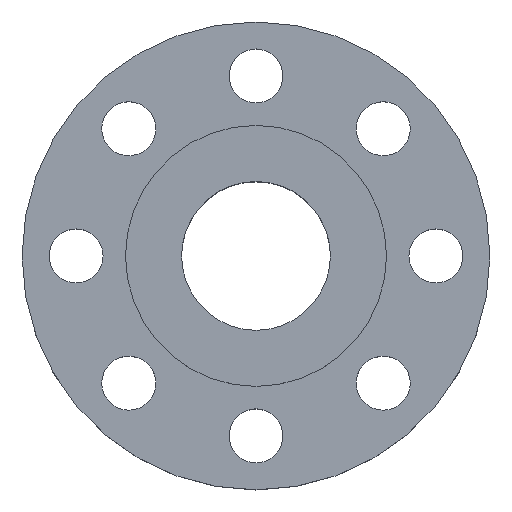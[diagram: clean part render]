
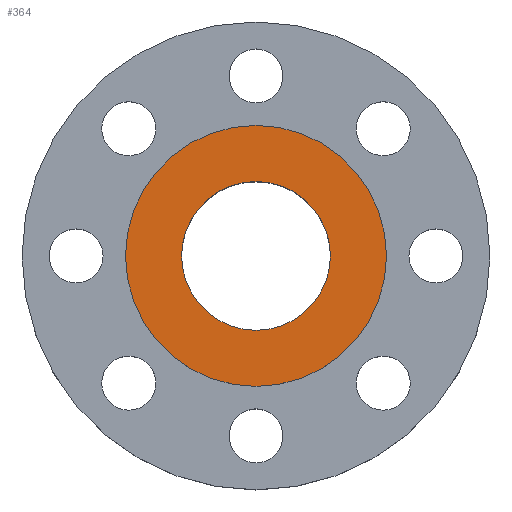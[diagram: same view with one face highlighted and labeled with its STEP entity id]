
A CAD part, top view. The second image highlights one B-rep face of the part: STEP entity #364.
In plain terms, the highlighted planar face has unit normal (0, 0, 1).
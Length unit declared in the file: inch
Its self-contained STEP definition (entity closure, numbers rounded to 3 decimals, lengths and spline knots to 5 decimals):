
#7 = CARTESIAN_POINT ( 'NONE',  ( 0., 0., 0. ) ) ;
#44 = EDGE_CURVE ( 'NONE', #283, #734, #557, .T. ) ;
#57 = DIRECTION ( 'NONE',  ( -1., 0., 0. ) ) ;
#68 = CIRCLE ( 'NONE', #612, 1.8125 ) ;
#74 = ORIENTED_EDGE ( 'NONE', *, *, #213, .F. ) ;
#125 = CIRCLE ( 'NONE', #965, 1.0335 ) ;
#139 = PLANE ( 'NONE',  #879 ) ;
#160 = VERTEX_POINT ( 'NONE', #778 ) ;
#212 = DIRECTION ( 'NONE',  ( 1., 0., 0. ) ) ;
#213 = EDGE_CURVE ( 'NONE', #160, #1022, #1093, .T. ) ;
#224 = FACE_OUTER_BOUND ( 'NONE', #654, .T. ) ;
#247 = ORIENTED_EDGE ( 'NONE', *, *, #44, .T. ) ;
#274 = DIRECTION ( 'NONE',  ( 0., 0., 1. ) ) ;
#278 = EDGE_CURVE ( 'NONE', #734, #283, #68, .T. ) ;
#283 = VERTEX_POINT ( 'NONE', #679 ) ;
#290 = EDGE_CURVE ( 'NONE', #1022, #160, #125, .T. ) ;
#292 = CARTESIAN_POINT ( 'NONE',  ( 0., 0., 0. ) ) ;
#364 = ADVANCED_FACE ( 'NONE', ( #500, #224 ), #139, .F. ) ;
#390 = AXIS2_PLACEMENT_3D ( 'NONE', #556, #915, #212 ) ;
#391 = DIRECTION ( 'NONE',  ( 1., 0., 0. ) ) ;
#398 = DIRECTION ( 'NONE',  ( 0., 0., 1. ) ) ;
#423 = CARTESIAN_POINT ( 'NONE',  ( 1.0335, 0., 0. ) ) ;
#429 = ORIENTED_EDGE ( 'NONE', *, *, #290, .F. ) ;
#492 = DIRECTION ( 'NONE',  ( 0., 0., 1. ) ) ;
#500 = FACE_BOUND ( 'NONE', #845, .T. ) ;
#556 = CARTESIAN_POINT ( 'NONE',  ( 0., 0., 0. ) ) ;
#557 = CIRCLE ( 'NONE', #390, 1.8125 ) ;
#581 = DIRECTION ( 'NONE',  ( 0., 0., -1. ) ) ;
#612 = AXIS2_PLACEMENT_3D ( 'NONE', #7, #398, #951 ) ;
#654 = EDGE_LOOP ( 'NONE', ( #1042, #247 ) ) ;
#679 = CARTESIAN_POINT ( 'NONE',  ( -1.8125, 0., 0. ) ) ;
#691 = CARTESIAN_POINT ( 'NONE',  ( 0., 0., 0. ) ) ;
#734 = VERTEX_POINT ( 'NONE', #995 ) ;
#778 = CARTESIAN_POINT ( 'NONE',  ( -1.0335, 0., 0. ) ) ;
#845 = EDGE_LOOP ( 'NONE', ( #429, #74 ) ) ;
#863 = CARTESIAN_POINT ( 'NONE',  ( 0., 1.0335, 0. ) ) ;
#879 = AXIS2_PLACEMENT_3D ( 'NONE', #863, #581, #57 ) ;
#909 = AXIS2_PLACEMENT_3D ( 'NONE', #292, #274, #1082 ) ;
#915 = DIRECTION ( 'NONE',  ( 0., 0., 1. ) ) ;
#951 = DIRECTION ( 'NONE',  ( 1., 0., 0. ) ) ;
#965 = AXIS2_PLACEMENT_3D ( 'NONE', #691, #492, #391 ) ;
#995 = CARTESIAN_POINT ( 'NONE',  ( 1.8125, 0., 0. ) ) ;
#1022 = VERTEX_POINT ( 'NONE', #423 ) ;
#1042 = ORIENTED_EDGE ( 'NONE', *, *, #278, .T. ) ;
#1082 = DIRECTION ( 'NONE',  ( 1., 0., 0. ) ) ;
#1093 = CIRCLE ( 'NONE', #909, 1.0335 ) ;
